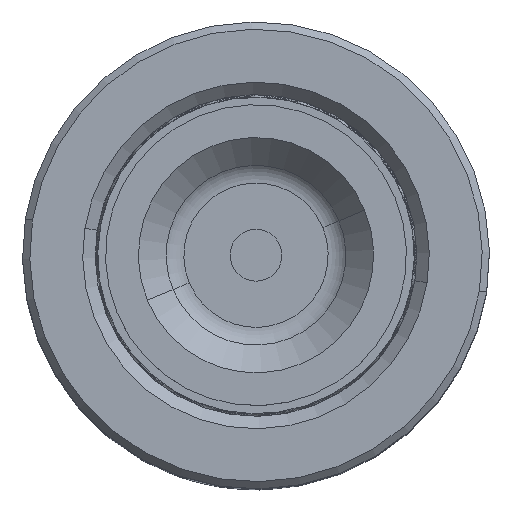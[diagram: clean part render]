
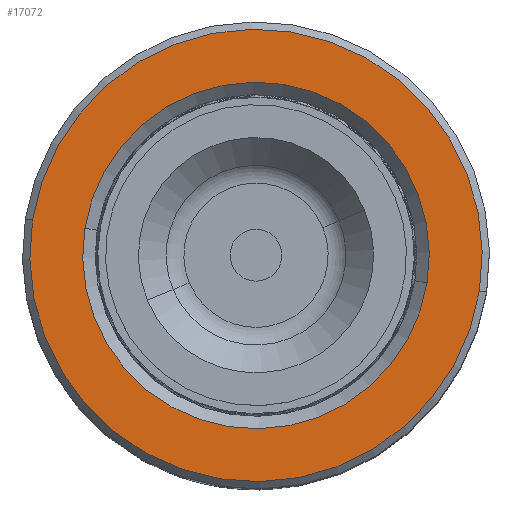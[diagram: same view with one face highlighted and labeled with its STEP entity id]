
A CAD part, top view. The second image highlights one B-rep face of the part: STEP entity #17072.
In plain terms, the highlighted planar face has unit normal (0, 0, 1).
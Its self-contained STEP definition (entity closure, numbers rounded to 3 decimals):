
#427 = CARTESIAN_POINT ( 'NONE',  ( 16.7, 0., 60. ) ) ;
#1225 = EDGE_CURVE ( 'NONE', #23990, #22092, #35049, .T. ) ;
#1818 = CIRCLE ( 'NONE', #12337, 21.8 ) ;
#2318 = DIRECTION ( 'NONE',  ( 0., 0., 1. ) ) ;
#3888 = DIRECTION ( 'NONE',  ( 0., 0., 1. ) ) ;
#3913 = ORIENTED_EDGE ( 'NONE', *, *, #50038, .T. ) ;
#6854 = CIRCLE ( 'NONE', #11339, 21.8 ) ;
#7195 = DIRECTION ( 'NONE',  ( 0., 0., -1. ) ) ;
#7419 = DIRECTION ( 'NONE',  ( 1., 0., 0. ) ) ;
#8118 = DIRECTION ( 'NONE',  ( 0., 0., 1. ) ) ;
#11339 = AXIS2_PLACEMENT_3D ( 'NONE', #12543, #8118, #46061 ) ;
#12043 = CARTESIAN_POINT ( 'NONE',  ( 0., 0., 60. ) ) ;
#12337 = AXIS2_PLACEMENT_3D ( 'NONE', #42726, #2318, #50568 ) ;
#12543 = CARTESIAN_POINT ( 'NONE',  ( 0., 0., 60. ) ) ;
#13423 = EDGE_CURVE ( 'NONE', #30983, #50975, #6854, .T. ) ;
#17072 = ADVANCED_FACE ( 'NONE', ( #29618, #19433 ), #40390, .T. ) ;
#19433 = FACE_BOUND ( 'NONE', #41887, .T. ) ;
#19700 = ORIENTED_EDGE ( 'NONE', *, *, #13423, .T. ) ;
#22092 = VERTEX_POINT ( 'NONE', #43429 ) ;
#23342 = AXIS2_PLACEMENT_3D ( 'NONE', #12043, #3888, #27927 ) ;
#23529 = CARTESIAN_POINT ( 'NONE',  ( 0., 0., 60. ) ) ;
#23990 = VERTEX_POINT ( 'NONE', #427 ) ;
#24701 = AXIS2_PLACEMENT_3D ( 'NONE', #23529, #7195, #36201 ) ;
#27927 = DIRECTION ( 'NONE',  ( 1., 0., 0. ) ) ;
#28189 = CARTESIAN_POINT ( 'NONE',  ( 21.8, 0., 60. ) ) ;
#29618 = FACE_OUTER_BOUND ( 'NONE', #51783, .T. ) ;
#30983 = VERTEX_POINT ( 'NONE', #40619 ) ;
#32338 = CARTESIAN_POINT ( 'NONE',  ( 0., 0., 60. ) ) ;
#34028 = CIRCLE ( 'NONE', #24701, 16.7 ) ;
#34347 = AXIS2_PLACEMENT_3D ( 'NONE', #32338, #48360, #7419 ) ;
#35049 = CIRCLE ( 'NONE', #34347, 16.7 ) ;
#36201 = DIRECTION ( 'NONE',  ( 1., 0., 0. ) ) ;
#37572 = EDGE_CURVE ( 'NONE', #22092, #23990, #34028, .T. ) ;
#40390 = PLANE ( 'NONE',  #23342 ) ;
#40619 = CARTESIAN_POINT ( 'NONE',  ( -21.8, 0., 60. ) ) ;
#41887 = EDGE_LOOP ( 'NONE', ( #46266, #51129 ) ) ;
#42726 = CARTESIAN_POINT ( 'NONE',  ( 0., 0., 60. ) ) ;
#43429 = CARTESIAN_POINT ( 'NONE',  ( -16.7, 0., 60. ) ) ;
#46061 = DIRECTION ( 'NONE',  ( 1., 0., 0. ) ) ;
#46266 = ORIENTED_EDGE ( 'NONE', *, *, #1225, .T. ) ;
#48360 = DIRECTION ( 'NONE',  ( 0., 0., -1. ) ) ;
#50038 = EDGE_CURVE ( 'NONE', #50975, #30983, #1818, .T. ) ;
#50568 = DIRECTION ( 'NONE',  ( 1., 0., 0. ) ) ;
#50975 = VERTEX_POINT ( 'NONE', #28189 ) ;
#51129 = ORIENTED_EDGE ( 'NONE', *, *, #37572, .T. ) ;
#51783 = EDGE_LOOP ( 'NONE', ( #19700, #3913 ) ) ;
